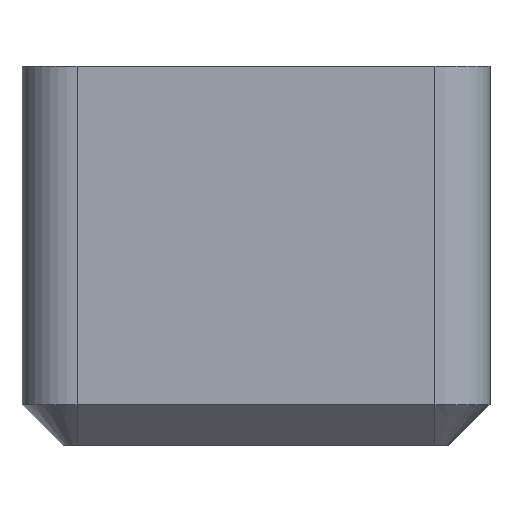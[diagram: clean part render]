
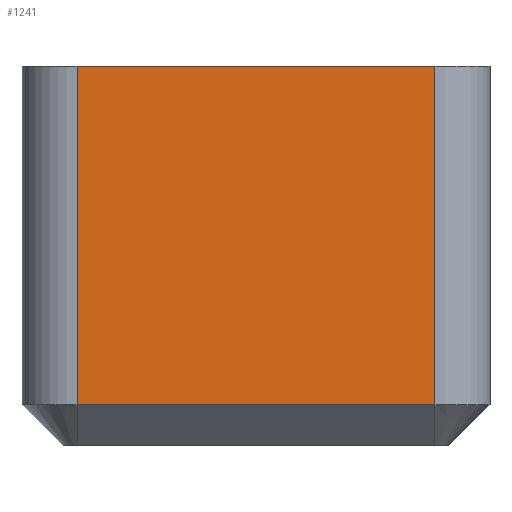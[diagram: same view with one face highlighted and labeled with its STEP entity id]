
A CAD part, left-side view. The second image highlights one B-rep face of the part: STEP entity #1241.
In plain terms, the highlighted planar face has unit normal (-1, 0, 0).
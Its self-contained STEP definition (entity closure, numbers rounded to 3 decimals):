
#91=FACE_OUTER_BOUND('',#160,.T.);
#160=EDGE_LOOP('',(#1047,#1048,#1049,#1050));
#320=LINE('',#1955,#472);
#337=LINE('',#2007,#489);
#338=LINE('',#2011,#490);
#339=LINE('',#2012,#491);
#472=VECTOR('',#1590,10.);
#489=VECTOR('',#1645,10.);
#490=VECTOR('',#1650,10.);
#491=VECTOR('',#1651,10.);
#586=VERTEX_POINT('',#1948);
#589=VERTEX_POINT('',#1953);
#605=VERTEX_POINT('',#2006);
#606=VERTEX_POINT('',#2010);
#743=EDGE_CURVE('',#589,#586,#320,.T.);
#769=EDGE_CURVE('',#586,#605,#337,.T.);
#771=EDGE_CURVE('',#589,#606,#338,.T.);
#772=EDGE_CURVE('',#605,#606,#339,.T.);
#1047=ORIENTED_EDGE('',*,*,#743,.F.);
#1048=ORIENTED_EDGE('',*,*,#771,.T.);
#1049=ORIENTED_EDGE('',*,*,#772,.F.);
#1050=ORIENTED_EDGE('',*,*,#769,.F.);
#1176=PLANE('',#1340);
#1241=ADVANCED_FACE('',(#91),#1176,.T.);
#1340=AXIS2_PLACEMENT_3D('',#2009,#1648,#1649);
#1590=DIRECTION('',(0.,1.,0.));
#1645=DIRECTION('',(0.,0.,1.));
#1648=DIRECTION('center_axis',(-1.,0.,0.));
#1649=DIRECTION('ref_axis',(0.,-1.,0.));
#1650=DIRECTION('',(0.,0.,1.));
#1651=DIRECTION('',(0.,-1.,0.));
#1948=CARTESIAN_POINT('',(-4.25,3.25,0.75));
#1953=CARTESIAN_POINT('',(-4.25,-3.25,0.75));
#1955=CARTESIAN_POINT('',(-4.25,1.625,0.75));
#2006=CARTESIAN_POINT('',(-4.25,3.25,6.9));
#2007=CARTESIAN_POINT('',(-4.25,3.25,0.));
#2009=CARTESIAN_POINT('Origin',(-4.25,3.25,0.));
#2010=CARTESIAN_POINT('',(-4.25,-3.25,6.9));
#2011=CARTESIAN_POINT('',(-4.25,-3.25,0.));
#2012=CARTESIAN_POINT('',(-4.25,-3.25,6.9));
